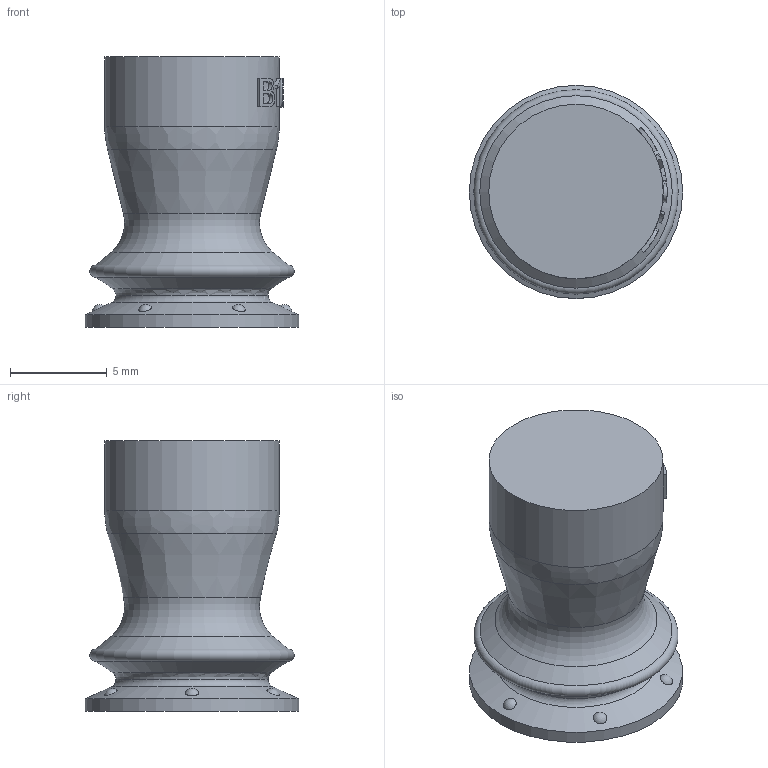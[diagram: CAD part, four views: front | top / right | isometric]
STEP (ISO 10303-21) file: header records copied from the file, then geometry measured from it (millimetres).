
FILE_DESCRIPTION( ( 'Unknown' ), '1' );
FILE_NAME( 'SE-0405918.stp', 'Unknown', ( 'Unknown' ), ( 'Unknown' ), 'PSStep 17.0.49', 'Unknown', ' ' );
FILE_SCHEMA( ( 'AUTOMOTIVE_DESIGN { 1 0 10303 214 1 1 1 1 }' ) );
Length unit declared in the file: millimetre
Products named in the file (1): 3113616
Bounding box: 11 x 11 x 13.93 mm (x, y, z)
Volume: 825.3 mm3; surface area: 616.6 mm2
Topology: 1 solids, 1 shells, 62 faces, 139 edges, 92 vertices
Faces by surface type: bspline 19, plane 18, cylinder 11, sphere 6, torus 4, cone 4
Full cylindrical faces by diameter (mm): 9 x1, 11 x1
Entity records: 4274 total; most frequent: CARTESIAN_POINT 2587, ORIENTED_EDGE 236, DIRECTION 188, EDGE_CURVE 118, EDGE_LOOP 90, VERTEX_POINT 87, FACE_OUTER_BOUND 71, AXIS2_PLACEMENT_3D 69
